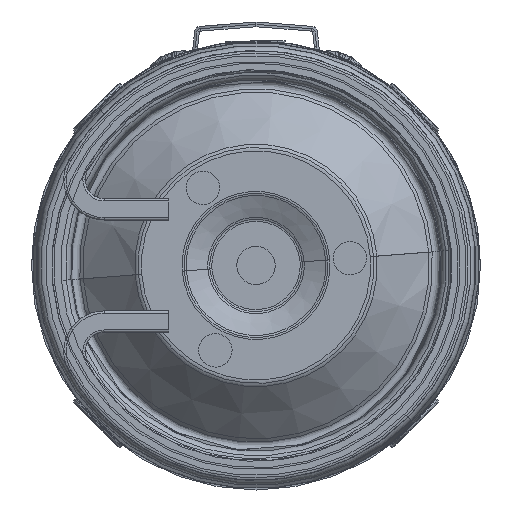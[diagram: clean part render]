
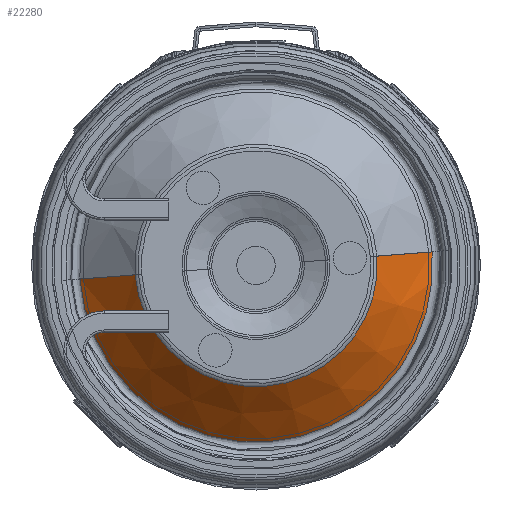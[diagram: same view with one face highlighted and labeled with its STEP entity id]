
A CAD part, front view. The second image highlights one B-rep face of the part: STEP entity #22280.
In plain terms, the highlighted conical face has half-angle 46.546 degrees and reference radius 25.375 mm.
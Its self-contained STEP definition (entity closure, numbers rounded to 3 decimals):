
#3996 = AXIS2_PLACEMENT_3D ( 'NONE', #28547, #12943, #22334 ) ;
#4356 = CARTESIAN_POINT ( 'NONE',  ( 0., 0.548, 25.376 ) ) ;
#4601 = LINE ( 'NONE', #22024, #24763 ) ;
#6511 = EDGE_CURVE ( 'NONE', #32508, #22689, #25377, .T. ) ;
#8229 = VERTEX_POINT ( 'NONE', #33543 ) ;
#10671 = DIRECTION ( 'NONE',  ( 0., 0., 1. ) ) ;
#12318 = DIRECTION ( 'NONE',  ( 0., 0., 1. ) ) ;
#12943 = DIRECTION ( 'NONE',  ( 0., 1., 0. ) ) ;
#13775 = EDGE_LOOP ( 'NONE', ( #15203, #24954, #37056, #29428 ) ) ;
#13790 = AXIS2_PLACEMENT_3D ( 'NONE', #31906, #32091, #10671 ) ;
#14740 = VERTEX_POINT ( 'NONE', #37352 ) ;
#15203 = ORIENTED_EDGE ( 'NONE', *, *, #16745, .F. ) ;
#16745 = EDGE_CURVE ( 'NONE', #8229, #14740, #4601, .T. ) ;
#16988 = CONICAL_SURFACE ( 'NONE', #13790, 25.376, 0.812 ) ;
#17243 = FACE_OUTER_BOUND ( 'NONE', #13775, .T. ) ;
#18692 = CARTESIAN_POINT ( 'NONE',  ( 0., 11.526, 0. ) ) ;
#22024 = CARTESIAN_POINT ( 'NONE',  ( 0., 0.548, -25.376 ) ) ;
#22280 = ADVANCED_FACE ( 'NONE', ( #17243 ), #16988, .T. ) ;
#22334 = DIRECTION ( 'NONE',  ( 0., 0., 1. ) ) ;
#22420 = DIRECTION ( 'NONE',  ( 0., 0.688, -0.726 ) ) ;
#22689 = VERTEX_POINT ( 'NONE', #35273 ) ;
#23143 = CIRCLE ( 'NONE', #3996, 25.376 ) ;
#24742 = DIRECTION ( 'NONE',  ( 0., 1., 0. ) ) ;
#24763 = VECTOR ( 'NONE', #22420, 1000. ) ;
#24886 = EDGE_CURVE ( 'NONE', #14740, #22689, #33685, .T. ) ;
#24954 = ORIENTED_EDGE ( 'NONE', *, *, #37648, .T. ) ;
#25377 = LINE ( 'NONE', #4356, #28359 ) ;
#28359 = VECTOR ( 'NONE', #28566, 1000. ) ;
#28547 = CARTESIAN_POINT ( 'NONE',  ( 0., 0.548, 0. ) ) ;
#28566 = DIRECTION ( 'NONE',  ( 0., 0.688, 0.726 ) ) ;
#29428 = ORIENTED_EDGE ( 'NONE', *, *, #24886, .F. ) ;
#30464 = AXIS2_PLACEMENT_3D ( 'NONE', #18692, #24742, #12318 ) ;
#31782 = CARTESIAN_POINT ( 'NONE',  ( 0., 0.548, 25.376 ) ) ;
#31906 = CARTESIAN_POINT ( 'NONE',  ( 0., 0.548, 0. ) ) ;
#32091 = DIRECTION ( 'NONE',  ( 0., 1., 0. ) ) ;
#32508 = VERTEX_POINT ( 'NONE', #31782 ) ;
#33543 = CARTESIAN_POINT ( 'NONE',  ( 0., 0.548, -25.376 ) ) ;
#33685 = CIRCLE ( 'NONE', #30464, 36.962 ) ;
#35273 = CARTESIAN_POINT ( 'NONE',  ( 0., 11.526, 36.962 ) ) ;
#37056 = ORIENTED_EDGE ( 'NONE', *, *, #6511, .T. ) ;
#37352 = CARTESIAN_POINT ( 'NONE',  ( 0., 11.526, -36.962 ) ) ;
#37648 = EDGE_CURVE ( 'NONE', #8229, #32508, #23143, .T. ) ;
